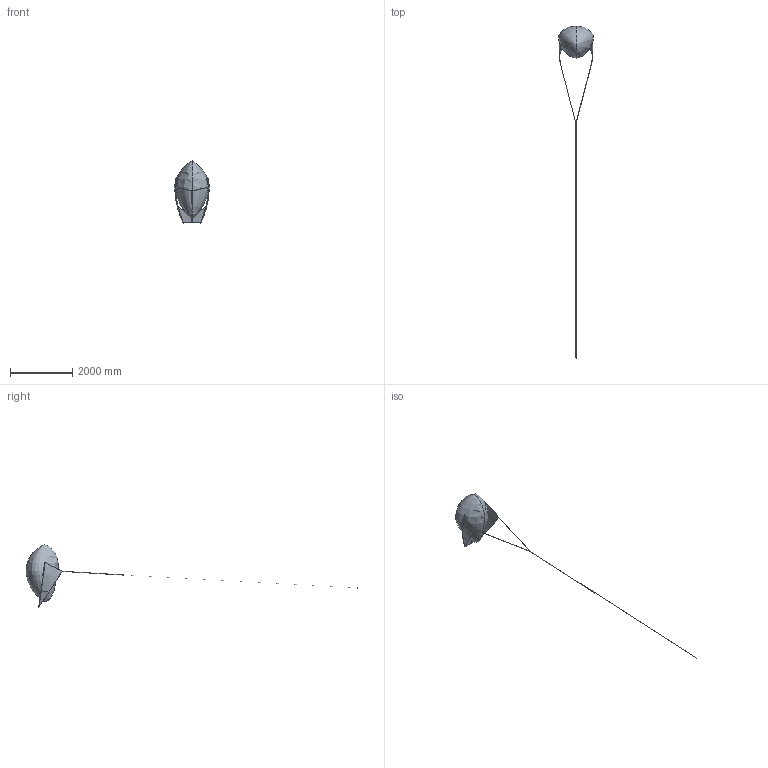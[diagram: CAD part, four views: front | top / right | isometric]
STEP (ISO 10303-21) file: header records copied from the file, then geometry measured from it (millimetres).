
FILE_DESCRIPTION(/* description */ (''),/* implementation_level */ '2;1');
FILE_NAME(/* name */ '72in-envelope-v1.step',/* time_stamp */ '2018-10-15T18:10:10-07:00',/* author */ (''),/* organization */ (''),/* preprocessor_version */ 'ST-DEVELOPER v17.2',/* originating_system */ 'Autodesk Translation Framework v7.6.0.251',/* authorisation */ '');
FILE_SCHEMA (('AUTOMOTIVE_DESIGN { 1 0 10303 214 3 1 1 }'));
Length unit declared in the file: inch
Products named in the file (2): 7.8 degree envelope illustrations; V1 fins
Assembly tree (1 placements, depth 2):
  7.8 degree envelope illustrations
    V1 fins
Bounding box: 1126.26 x 10638.99 x 1987.91 mm (x, y, z)
Volume: 913013742.6 mm3; surface area: 7374752.3 mm2
Topology: 7 solids, 7 shells, 62 faces, 134 edges, 82 vertices
Faces by surface type: bspline 41, plane 18, cylinder 3
Full cylindrical faces by diameter (mm): 5.073 x3
Entity records: 5290 total; most frequent: CARTESIAN_POINT 4153, ORIENTED_EDGE 260, EDGE_CURVE 130, DIRECTION 116, B_SPLINE_CURVE_WITH_KNOTS 83, VERTEX_POINT 82, EDGE_LOOP 66, FACE_OUTER_BOUND 62
